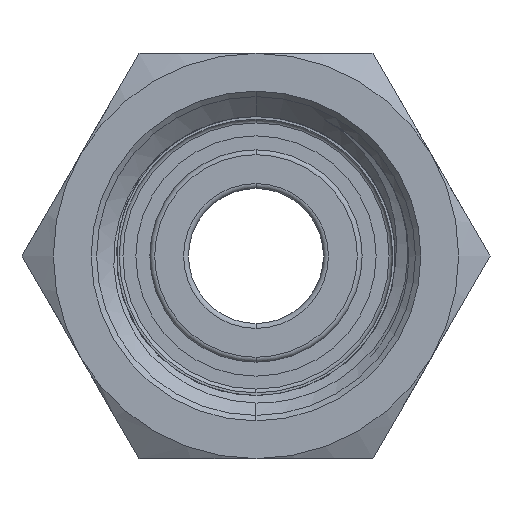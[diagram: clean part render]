
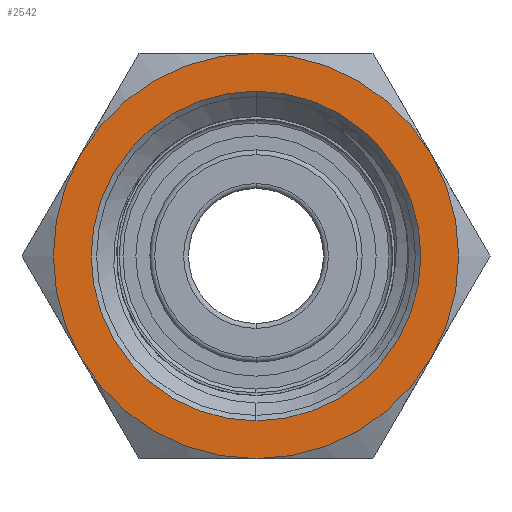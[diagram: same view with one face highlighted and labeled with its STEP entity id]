
A CAD part, left-side view. The second image highlights one B-rep face of the part: STEP entity #2542.
In plain terms, the highlighted face is planar.
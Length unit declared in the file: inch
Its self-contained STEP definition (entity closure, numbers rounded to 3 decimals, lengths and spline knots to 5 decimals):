
#155 = DIRECTION ( 'NONE',  ( 0., 1., 0. ) ) ;
#272 = AXIS2_PLACEMENT_3D ( 'NONE', #9680, #4506, #6182 ) ;
#298 = CIRCLE ( 'NONE', #1206, 0.375 ) ;
#300 = VERTEX_POINT ( 'NONE', #9883 ) ;
#928 = CARTESIAN_POINT ( 'NONE',  ( 0., 0., 0. ) ) ;
#1206 = AXIS2_PLACEMENT_3D ( 'NONE', #928, #9983, #6764 ) ;
#1760 = CARTESIAN_POINT ( 'NONE',  ( 0., 0., 0. ) ) ;
#2542 = ADVANCED_FACE ( 'NONE', ( #4952, #10718 ), #8728, .T. ) ;
#3715 = CARTESIAN_POINT ( 'NONE',  ( 0., 0.305, 0. ) ) ;
#3762 = CIRCLE ( 'NONE', #272, 0.305 ) ;
#3815 = AXIS2_PLACEMENT_3D ( 'NONE', #1760, #9297, #155 ) ;
#4506 = DIRECTION ( 'NONE',  ( 1., 0., 0. ) ) ;
#4533 = VERTEX_POINT ( 'NONE', #6607 ) ;
#4952 = FACE_OUTER_BOUND ( 'NONE', #7881, .T. ) ;
#5394 = DIRECTION ( 'NONE',  ( 1., 0., 0. ) ) ;
#5399 = CARTESIAN_POINT ( 'NONE',  ( 0., 0.305, 0. ) ) ;
#5507 = ORIENTED_EDGE ( 'NONE', *, *, #6797, .T. ) ;
#6182 = DIRECTION ( 'NONE',  ( 0., 1., 0. ) ) ;
#6607 = CARTESIAN_POINT ( 'NONE',  ( 0., -0.375, 0. ) ) ;
#6764 = DIRECTION ( 'NONE',  ( 0., 1., 0. ) ) ;
#6797 = EDGE_CURVE ( 'NONE', #4533, #8582, #10286, .T. ) ;
#6947 = DIRECTION ( 'NONE',  ( 1., 0., 0. ) ) ;
#7079 = AXIS2_PLACEMENT_3D ( 'NONE', #10265, #5394, #8680 ) ;
#7529 = CIRCLE ( 'NONE', #3815, 0.305 ) ;
#7788 = DIRECTION ( 'NONE',  ( 0., 1., 0. ) ) ;
#7881 = EDGE_LOOP ( 'NONE', ( #5507, #9377 ) ) ;
#7921 = CARTESIAN_POINT ( 'NONE',  ( 0., 0.375, 0. ) ) ;
#8118 = AXIS2_PLACEMENT_3D ( 'NONE', #5399, #6947, #7788 ) ;
#8582 = VERTEX_POINT ( 'NONE', #7921 ) ;
#8680 = DIRECTION ( 'NONE',  ( 0., 1., 0. ) ) ;
#8728 = PLANE ( 'NONE',  #8118 ) ;
#8766 = EDGE_LOOP ( 'NONE', ( #10302, #9344 ) ) ;
#8904 = EDGE_CURVE ( 'NONE', #8582, #4533, #298, .T. ) ;
#9297 = DIRECTION ( 'NONE',  ( 1., 0., 0. ) ) ;
#9344 = ORIENTED_EDGE ( 'NONE', *, *, #10206, .F. ) ;
#9377 = ORIENTED_EDGE ( 'NONE', *, *, #8904, .T. ) ;
#9680 = CARTESIAN_POINT ( 'NONE',  ( 0., 0., 0. ) ) ;
#9831 = EDGE_CURVE ( 'NONE', #10290, #300, #7529, .T. ) ;
#9883 = CARTESIAN_POINT ( 'NONE',  ( 0., -0.305, 0. ) ) ;
#9983 = DIRECTION ( 'NONE',  ( 1., 0., 0. ) ) ;
#10206 = EDGE_CURVE ( 'NONE', #300, #10290, #3762, .T. ) ;
#10265 = CARTESIAN_POINT ( 'NONE',  ( 0., 0., 0. ) ) ;
#10286 = CIRCLE ( 'NONE', #7079, 0.375 ) ;
#10290 = VERTEX_POINT ( 'NONE', #3715 ) ;
#10302 = ORIENTED_EDGE ( 'NONE', *, *, #9831, .F. ) ;
#10718 = FACE_BOUND ( 'NONE', #8766, .T. ) ;
